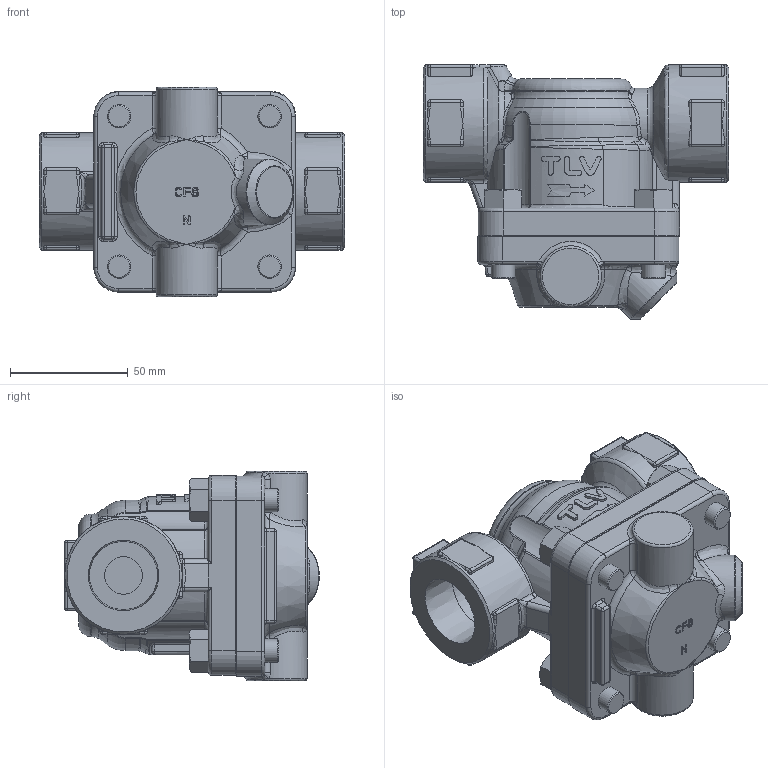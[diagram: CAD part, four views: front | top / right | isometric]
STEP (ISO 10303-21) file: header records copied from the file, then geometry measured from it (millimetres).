
FILE_DESCRIPTION(/* description */ (''),/* implementation_level */ '2;1');
FILE_NAME(/* name */ 's1nl2-025-screw-00.stp',/* time_stamp */ '2026-01-20T17:16:34+09:00',/* author */ ('shibuya'),/* organization */ (''),/* preprocessor_version */ 'ST-DEVELOPER v20',/* originating_system */ 'Autodesk Inventor 2025',/* authorisation */ '');
FILE_SCHEMA (('AUTOMOTIVE_DESIGN { 1 0 10303 214 3 1 1 }'));
Length unit declared in the file: millimetre
Products named in the file (1): 25A_SCREW_SS1N-M2_ASSY
Bounding box: 130 x 108.21 x 89 mm (x, y, z)
Volume: 508094.9 mm3; surface area: 62123.3 mm2
Topology: 1 solids, 6 shells, 836 faces, 2063 edges, 1209 vertices
Faces by surface type: plane 267, cylinder 245, bspline 187, torus 50, cone 49, sphere 38
Full cylindrical faces by diameter (mm): 6 x1, 10 x8, 11 x4, 16 x1, 23 x1, 29 x2, 50 x2
Entity records: 30340 total; most frequent: CARTESIAN_POINT 11933, ORIENTED_EDGE 4020, DIRECTION 3585, EDGE_CURVE 2010, AXIS2_PLACEMENT_3D 1420, VERTEX_POINT 1209, EDGE_LOOP 867, FACE_OUTER_BOUND 836
